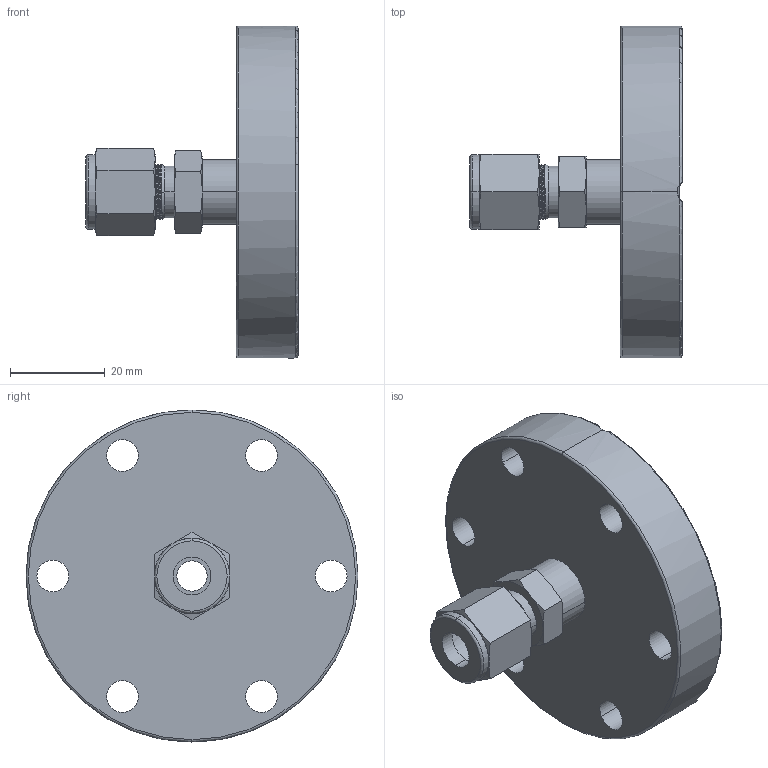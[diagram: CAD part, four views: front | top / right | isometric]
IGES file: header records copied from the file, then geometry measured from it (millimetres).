
Global section: file name: No Iges File Name specified; native system: AutoDesk Inventor R12.0; preprocessor: AutoDesk Inventor Iges Exporter R12.0; date: 20090415.145419; units: millimetre
Bounding box: 44.7 x 70 x 70 mm (x, y, z)
Volume: 46730.3 mm3; surface area: 16579.6 mm2
Topology: 2 solids, 2 shells, 124 faces, 296 edges, 184 vertices
Faces by surface type: cone 32, revolution 28, plane 28, bspline 21, cylinder 9, torus 6
